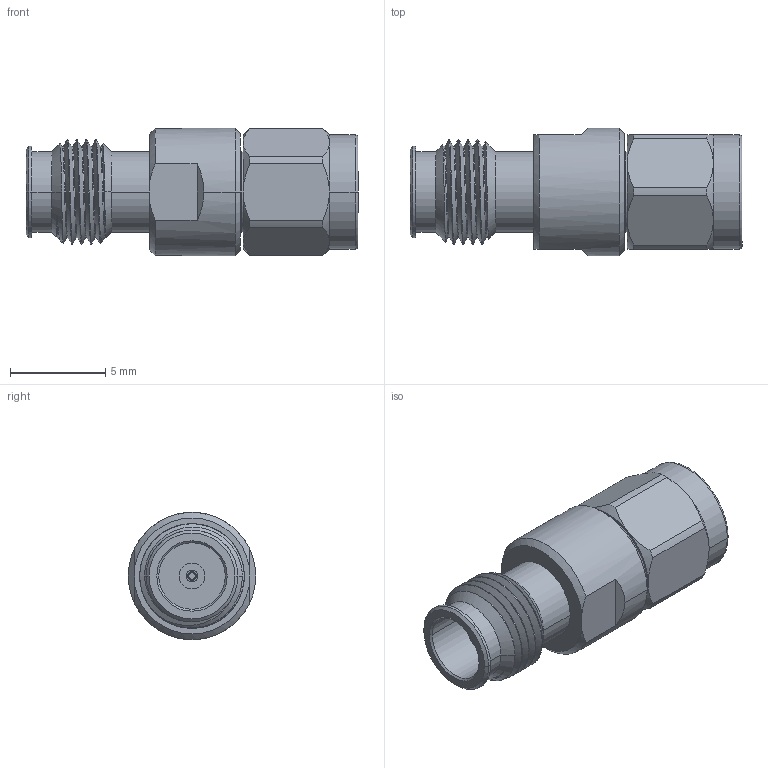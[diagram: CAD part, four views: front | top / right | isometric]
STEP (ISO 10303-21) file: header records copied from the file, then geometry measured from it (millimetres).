
FILE_DESCRIPTION (( 'STEP AP214' ), '1' );
FILE_NAME ('FMAD10012_3D.step', '2024-06-18T16:16:58', ( '' ), ( '' ), 'SwSTEP 2.0', 'SolidWorks 2022', '' );
FILE_SCHEMA (( 'AUTOMOTIVE_DESIGN' ));
Length unit declared in the file: millimetre
Products named in the file (1): FMAD10012_3D
Bounding box: 17.46 x 6.7 x 6.7 mm (x, y, z)
Volume: 402.1 mm3; surface area: 567.7 mm2
Topology: 1 solids, 1 shells, 153 faces, 375 edges, 238 vertices
Faces by surface type: cylinder 70, cone 41, plane 35, bspline 5, torus 2
Entity records: 7557 total; most frequent: CARTESIAN_POINT 4096, ORIENTED_EDGE 750, DIRECTION 659, EDGE_CURVE 375, AXIS2_PLACEMENT_3D 269, VERTEX_POINT 238, EDGE_LOOP 167, ADVANCED_FACE 153
